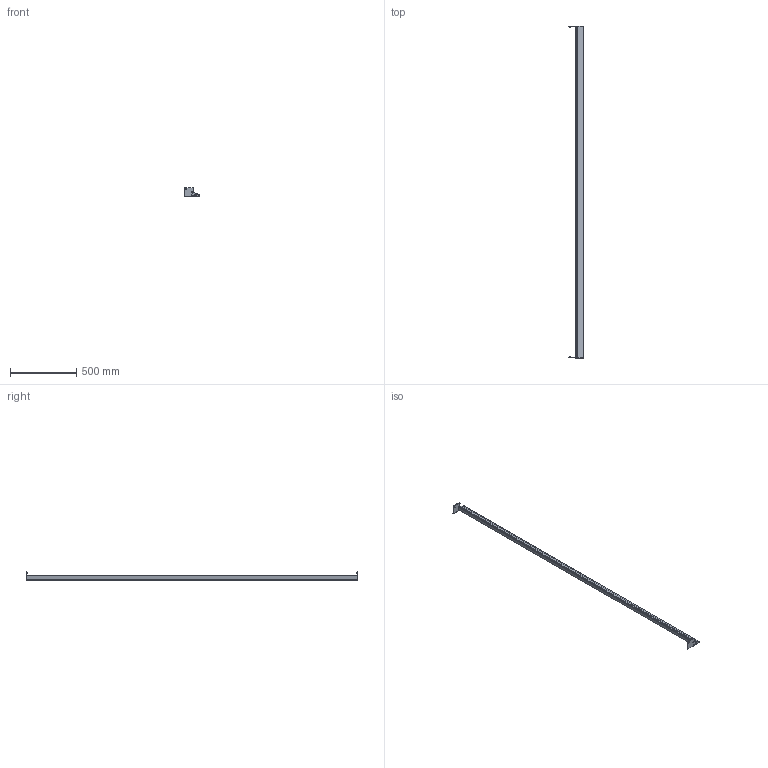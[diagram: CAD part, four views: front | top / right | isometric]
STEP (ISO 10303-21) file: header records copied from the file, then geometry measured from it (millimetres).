
FILE_DESCRIPTION (( 'STEP AP214' ), '1' );
FILE_NAME ('CPREGNE250AS_STPALL.STEP', '2023-11-15T13:42:10', ( '' ), ( '' ), 'SwSTEP 2.0', 'SolidWorks 2020', '' );
FILE_SCHEMA (( 'AUTOMOTIVE_DESIGN' ));
Length unit declared in the file: millimetre
Products named in the file (9): MP0812-13-14-15-16-SCREW COVER_MP0815-2500MM; MP0904-APH END CAP 3; LB0193-96^SB0089-90-91-92SCREW BAG FOR APH EXTENSION_LB0195-SB0091 250; ISO 4026 - M5 x 4-S_ISO 4026 - M5 x 4-S; DIN 7500 M - M3 x 8 - Z --- 8S_ISO 7046-1 - M3 x 8 - Z --- 8S; CPREGNE250AS_STPALL; MP0807-08-09-10-11-APH EXTENSION 1_MP0810-2500; MP0905-APH END CAP 4; SB0089-90-91-92SCREW BAG FOR APH EXTENSION_2500
Assembly tree (21 placements, depth 3):
  LB0193-96^SB0089-90-91-92SCREW BAG FOR APH EXTENSION_LB0195-SB0091 250
  CPREGNE250AS_STPALL
    MP0807-08-09-10-11-APH EXTENSION 1_MP0810-2500
    MP0905-APH END CAP 4
    MP0904-APH END CAP 3
    MP0812-13-14-15-16-SCREW COVER_MP0815-2500MM
    SB0089-90-91-92SCREW BAG FOR APH EXTENSION_2500
      ISO 4026 - M5 x 4-S_ISO 4026 - M5 x 4-S  x12
      DIN 7500 M - M3 x 8 - Z --- 8S_ISO 7046-1 - M3 x 8 - Z --- 8S  x4
Bounding box: 120.4 x 2506 x 70.35 mm (x, y, z)
Volume: 1309726 mm3; surface area: 1102201.2 mm2
Topology: 20 solids, 20 shells, 1381 faces, 3718 edges, 2364 vertices
Faces by surface type: cone 572, cylinder 467, plane 334, torus 8
Entity records: 20735 total; most frequent: CARTESIAN_POINT 4380, DIRECTION 3431, ORIENTED_EDGE 3416, EDGE_CURVE 1708, AXIS2_PLACEMENT_3D 1313, VERTEX_POINT 1110, VECTOR 805, LINE 805
